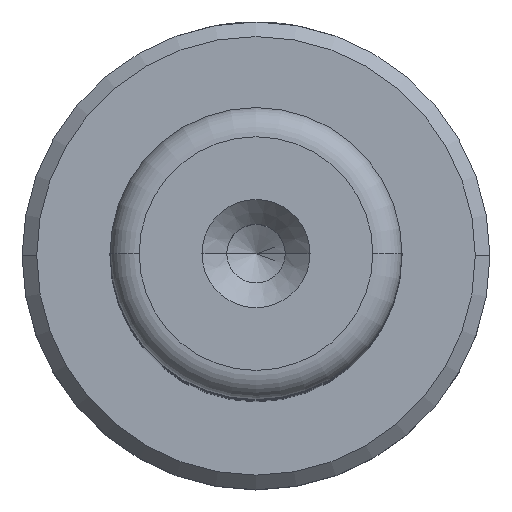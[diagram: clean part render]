
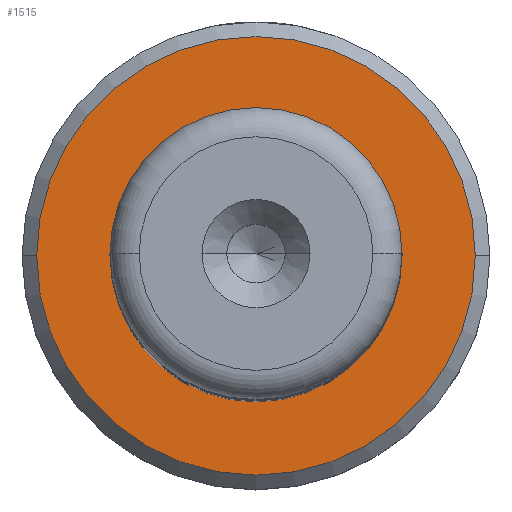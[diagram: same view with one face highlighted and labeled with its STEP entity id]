
A CAD part, top view. The second image highlights one B-rep face of the part: STEP entity #1515.
In plain terms, the highlighted planar face has unit normal (0, 0, 1).
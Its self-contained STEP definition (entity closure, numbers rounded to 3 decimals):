
#37 = AXIS2_PLACEMENT_3D ( 'NONE', #2024, #863, #2228 ) ;
#83 = EDGE_LOOP ( 'NONE', ( #1392, #138 ) ) ;
#138 = ORIENTED_EDGE ( 'NONE', *, *, #521, .T. ) ;
#243 = DIRECTION ( 'NONE',  ( 0., 0., -1. ) ) ;
#256 = CIRCLE ( 'NONE', #2062, 4.495 ) ;
#410 = CIRCLE ( 'NONE', #1990, 7.5 ) ;
#445 = VERTEX_POINT ( 'NONE', #1394 ) ;
#460 = CARTESIAN_POINT ( 'NONE',  ( -4.495, 0., 13. ) ) ;
#479 = VERTEX_POINT ( 'NONE', #1996 ) ;
#521 = EDGE_CURVE ( 'NONE', #1260, #1633, #256, .T. ) ;
#525 = CARTESIAN_POINT ( 'NONE',  ( 0., 0., 13. ) ) ;
#680 = ORIENTED_EDGE ( 'NONE', *, *, #1286, .T. ) ;
#690 = DIRECTION ( 'NONE',  ( 0., 0., -1. ) ) ;
#863 = DIRECTION ( 'NONE',  ( 0., 0., 1. ) ) ;
#914 = DIRECTION ( 'NONE',  ( 1., 0., 0. ) ) ;
#1156 = DIRECTION ( 'NONE',  ( 0., 0., 1. ) ) ;
#1260 = VERTEX_POINT ( 'NONE', #460 ) ;
#1269 = FACE_BOUND ( 'NONE', #83, .T. ) ;
#1286 = EDGE_CURVE ( 'NONE', #479, #445, #1634, .T. ) ;
#1304 = ORIENTED_EDGE ( 'NONE', *, *, #1408, .T. ) ;
#1392 = ORIENTED_EDGE ( 'NONE', *, *, #2339, .T. ) ;
#1394 = CARTESIAN_POINT ( 'NONE',  ( 7.5, 0., 13. ) ) ;
#1403 = CARTESIAN_POINT ( 'NONE',  ( 0., 0., 13. ) ) ;
#1408 = EDGE_CURVE ( 'NONE', #445, #479, #410, .T. ) ;
#1419 = AXIS2_PLACEMENT_3D ( 'NONE', #525, #1473, #914 ) ;
#1473 = DIRECTION ( 'NONE',  ( 0., 0., 1. ) ) ;
#1515 = ADVANCED_FACE ( 'NONE', ( #1838, #1269 ), #2075, .T. ) ;
#1555 = EDGE_LOOP ( 'NONE', ( #680, #1304 ) ) ;
#1615 = DIRECTION ( 'NONE',  ( -1., 0., 0. ) ) ;
#1633 = VERTEX_POINT ( 'NONE', #2311 ) ;
#1634 = CIRCLE ( 'NONE', #37, 7.5 ) ;
#1838 = FACE_OUTER_BOUND ( 'NONE', #1555, .T. ) ;
#1852 = CARTESIAN_POINT ( 'NONE',  ( 0., 0., 13. ) ) ;
#1931 = AXIS2_PLACEMENT_3D ( 'NONE', #1403, #243, #1615 ) ;
#1990 = AXIS2_PLACEMENT_3D ( 'NONE', #2315, #1156, #2506 ) ;
#1996 = CARTESIAN_POINT ( 'NONE',  ( -7.5, 0., 13. ) ) ;
#2024 = CARTESIAN_POINT ( 'NONE',  ( 0., 0., 13. ) ) ;
#2044 = DIRECTION ( 'NONE',  ( -1., 0., 0. ) ) ;
#2058 = CIRCLE ( 'NONE', #1931, 4.495 ) ;
#2062 = AXIS2_PLACEMENT_3D ( 'NONE', #1852, #690, #2044 ) ;
#2075 = PLANE ( 'NONE',  #1419 ) ;
#2228 = DIRECTION ( 'NONE',  ( 1., 0., 0. ) ) ;
#2311 = CARTESIAN_POINT ( 'NONE',  ( 4.495, 0., 13. ) ) ;
#2315 = CARTESIAN_POINT ( 'NONE',  ( 0., 0., 13. ) ) ;
#2339 = EDGE_CURVE ( 'NONE', #1633, #1260, #2058, .T. ) ;
#2506 = DIRECTION ( 'NONE',  ( 1., 0., 0. ) ) ;
